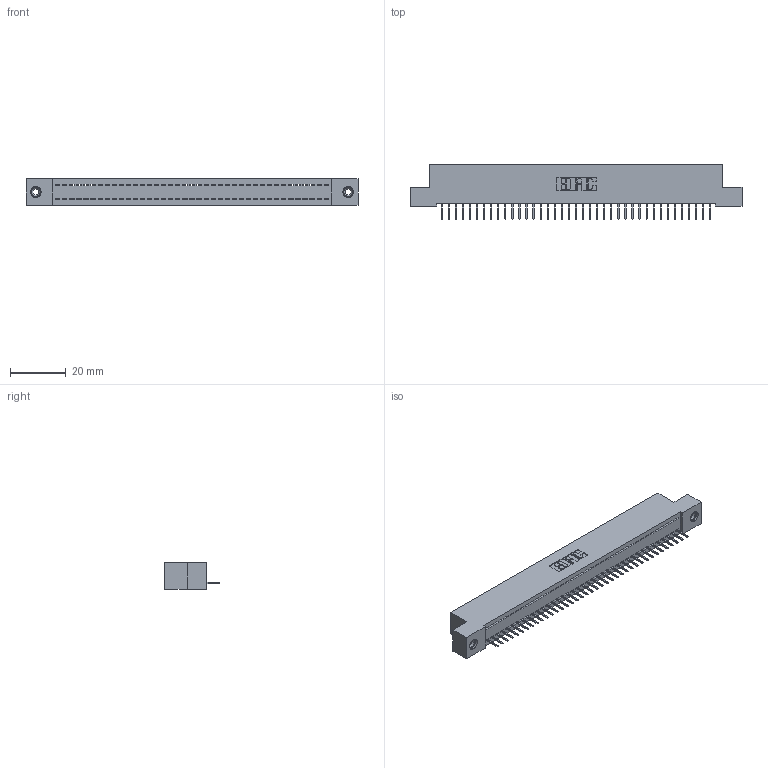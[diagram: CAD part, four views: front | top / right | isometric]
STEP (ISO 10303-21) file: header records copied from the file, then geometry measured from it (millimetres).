
FILE_DESCRIPTION (( 'STEP AP203' ), '1' );
FILE_NAME ('342-039-524-108.STEP', '2019-10-02T15:27:26', ( '' ), ( '' ), 'SwSTEP 2.0', 'SolidWorks 2016', '' );
FILE_SCHEMA (( 'CONFIG_CONTROL_DESIGN' ));
Length unit declared in the file: inch
Products named in the file (4): 345-250-001_345-250-003-102; 342-039-524-108; 342 Part_TI; 345-292-001_345-293-124
Assembly tree (42 placements, depth 2):
  342-039-524-108
    342 Part_TI
    345-292-001_345-293-124  x39
    345-250-001_345-250-003-102  x2
Bounding box: 119.38 x 19.69 x 9.4 mm (x, y, z)
Volume: 10296.4 mm3; surface area: 14603.1 mm2
Topology: 42 solids, 42 shells, 2588 faces, 7455 edges, 4806 vertices
Faces by surface type: plane 1970, cylinder 602, cone 12, torus 4
Entity records: 25358 total; most frequent: CARTESIAN_POINT 4354, ORIENTED_EDGE 4322, DIRECTION 3713, EDGE_CURVE 2161, VECTOR 2017, LINE 2017, VERTEX_POINT 1432, AXIS2_PLACEMENT_3D 848
